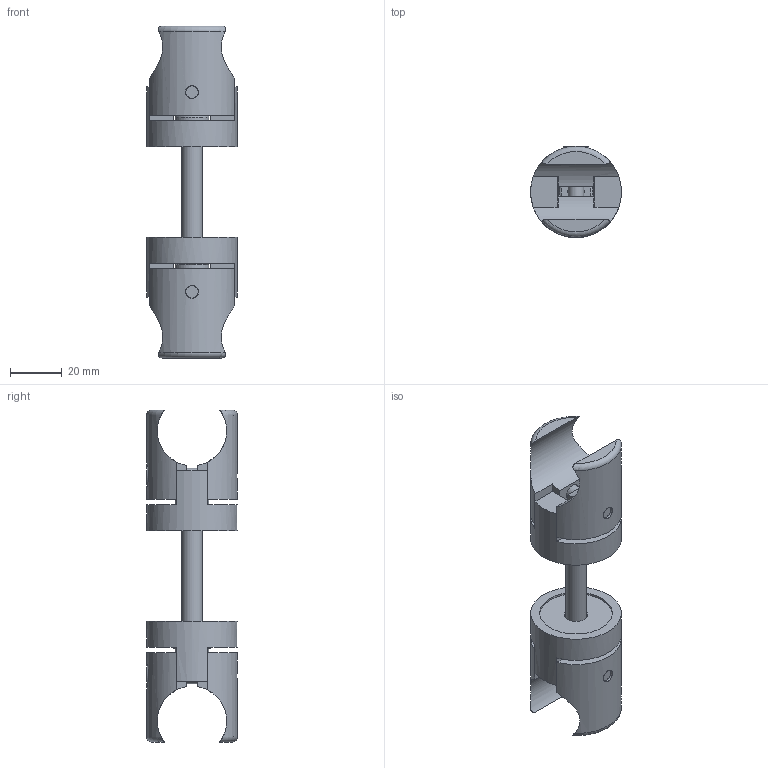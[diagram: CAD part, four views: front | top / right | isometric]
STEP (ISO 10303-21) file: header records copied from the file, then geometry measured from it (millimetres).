
FILE_DESCRIPTION(/* description */ ('-'),/* implementation_level */ '2;1');
FILE_NAME(/* name */ 'b0f52e74-acd0-4d22-a64a-82b9ebcdb8f0.stp',/* time_stamp */ '2021-07-08T11:33:51+02:00',/* author */ ('-'),/* organization */ ('Carl Stahl'),/* preprocessor_version */ 'ST-DEVELOPER v18',/* originating_system */ 'Autodesk Inventor 2020',/* authorisation */ '-');
FILE_SCHEMA (('AUTOMOTIVE_DESIGN { 1 0 10303 214 3 1 1 }'));
Length unit declared in the file: millimetre
Products named in the file (9): CX3-40269-DFx; CX3-40269; DIN 912 - M8 x 50; SS-ISO 7040 - M8; CX3-40269_1; CX3-40269-01; CX3-40269-02; CX3-40269-03; DIN 7984 - M6 x 30
Assembly tree (12 placements, depth 3):
  CX3-40269-DFx
    CX3-40269
      CX3-40269-01
      CX3-40269-02
      CX3-40269-03
      DIN 7984 - M6 x 30
    DIN 912 - M8 x 50
    SS-ISO 7040 - M8
    CX3-40269_1
      CX3-40269-01
      CX3-40269-02
      CX3-40269-03
      DIN 7984 - M6 x 30
Bounding box: 35 x 35 x 128 mm (x, y, z)
Volume: 51248 mm3; surface area: 26112 mm2
Topology: 10 solids, 10 shells, 199 faces, 497 edges, 335 vertices
Faces by surface type: plane 125, cylinder 44, cone 20, torus 10
Full cylindrical faces by diameter (mm): 3 x4, 4.917 x2, 6 x2, 6.6 x2, 6.647 x1, 8 x1, 9 x2, 10 x2, 11 x2, 13 x2, 28 x2, 35 x2
Entity records: 4058 total; most frequent: CARTESIAN_POINT 891, DIRECTION 618, ORIENTED_EDGE 586, EDGE_CURVE 293, AXIS2_PLACEMENT_3D 235, VERTEX_POINT 197, LINE 148, VECTOR 148
